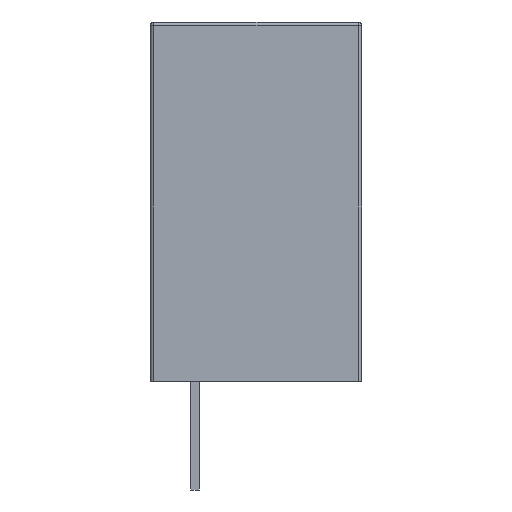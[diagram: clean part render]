
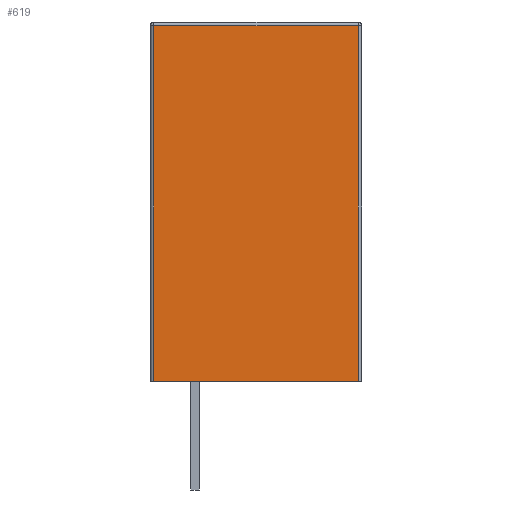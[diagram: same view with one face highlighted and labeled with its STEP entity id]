
A CAD part, left-side view. The second image highlights one B-rep face of the part: STEP entity #619.
In plain terms, the highlighted planar face has unit normal (-1, 0, 0).
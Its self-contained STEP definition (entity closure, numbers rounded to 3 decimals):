
#619 = ADVANCED_FACE( '', ( #1299 ), #1300, .F. );
#1299 = FACE_OUTER_BOUND( '', #2065, .T. );
#1300 = PLANE( '', #2066 );
#2065 = EDGE_LOOP( '', ( #4494, #4495, #4496, #4497 ) );
#2066 = AXIS2_PLACEMENT_3D( '', #4498, #4499, #4500 );
#4494 = ORIENTED_EDGE( '', *, *, #4776, .T. );
#4495 = ORIENTED_EDGE( '', *, *, #4786, .T. );
#4496 = ORIENTED_EDGE( '', *, *, #5494, .T. );
#4497 = ORIENTED_EDGE( '', *, *, #4980, .T. );
#4498 = CARTESIAN_POINT( '', ( -9.8, 3., 4.845 ) );
#4499 = DIRECTION( '', ( 1., 0., 0. ) );
#4500 = DIRECTION( '', ( 0., 0., -1. ) );
#4776 = EDGE_CURVE( '', #5538, #5543, #5545, .F. );
#4786 = EDGE_CURVE( '', #5543, #5559, #5562, .T. );
#4980 = EDGE_CURVE( '', #5927, #5538, #5928, .F. );
#5494 = EDGE_CURVE( '', #5559, #5927, #6617, .T. );
#5538 = VERTEX_POINT( '', #6669 );
#5543 = VERTEX_POINT( '', #6675 );
#5545 = LINE( '', #6677, #6678 );
#5559 = VERTEX_POINT( '', #6700 );
#5562 = LINE( '', #6703, #6704 );
#5927 = VERTEX_POINT( '', #7947 );
#5928 = LINE( '', #7948, #7949 );
#6617 = LINE( '', #9800, #9801 );
#6669 = CARTESIAN_POINT( '', ( -9.8, -2.9, 4.745 ) );
#6675 = CARTESIAN_POINT( '', ( -9.8, 2.9, 4.745 ) );
#6677 = CARTESIAN_POINT( '', ( -9.8, 3., 4.745 ) );
#6678 = VECTOR( '', #9847, 1000. );
#6700 = CARTESIAN_POINT( '', ( -9.8, 2.9, -5.355 ) );
#6703 = CARTESIAN_POINT( '', ( -9.8, 2.9, 4.845 ) );
#6704 = VECTOR( '', #9856, 1000. );
#7947 = CARTESIAN_POINT( '', ( -9.8, -2.9, -5.355 ) );
#7948 = CARTESIAN_POINT( '', ( -9.8, -2.9, 4.845 ) );
#7949 = VECTOR( '', #9903, 1000. );
#9800 = CARTESIAN_POINT( '', ( -9.8, 3., -5.355 ) );
#9801 = VECTOR( '', #10120, 1000. );
#9847 = DIRECTION( '', ( 0., -1., 0. ) );
#9856 = DIRECTION( '', ( 0., 0., -1. ) );
#9903 = DIRECTION( '', ( 0., 0., -1. ) );
#10120 = DIRECTION( '', ( 0., -1., 0. ) );
